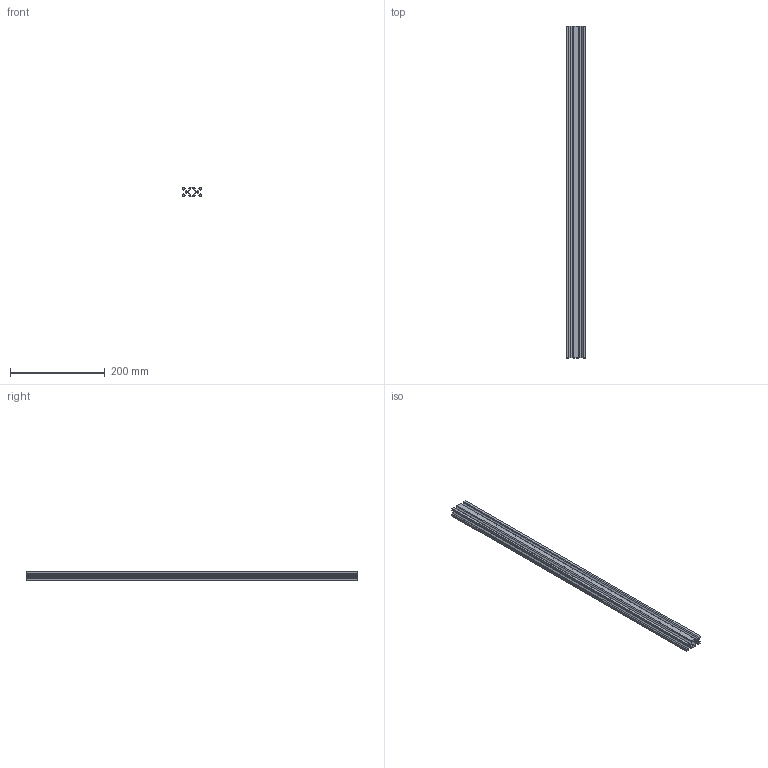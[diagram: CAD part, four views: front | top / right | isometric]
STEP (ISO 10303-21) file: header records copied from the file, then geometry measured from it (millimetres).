
FILE_DESCRIPTION(/* description */ (''),/* implementation_level */ '2;1');
FILE_NAME(/* name */ '2040-700mm.step',/* time_stamp */ '2019-04-11T17:07:24+02:00',/* author */ (''),/* organization */ (''),/* preprocessor_version */ 'ST-DEVELOPER v18',/* originating_system */ 'Autodesk Translation Framework v8.2.0.1029',/* authorisation */ '');
FILE_SCHEMA (('AUTOMOTIVE_DESIGN { 1 0 10303 214 3 1 1 }'));
Length unit declared in the file: millimetre
Products named in the file (1): 2040-700mm
Bounding box: 40 x 700 x 20 mm (x, y, z)
Volume: 178578.5 mm3; surface area: 211967.7 mm2
Topology: 1 solids, 1 shells, 80 faces, 234 edges, 156 vertices
Faces by surface type: plane 78, cylinder 2
Full cylindrical faces by diameter (mm): 4.2 x2
Entity records: 2647 total; most frequent: CARTESIAN_POINT 471, ORIENTED_EDGE 468, DIRECTION 400, EDGE_CURVE 234, LINE 230, VECTOR 230, VERTEX_POINT 156, EDGE_LOOP 86
